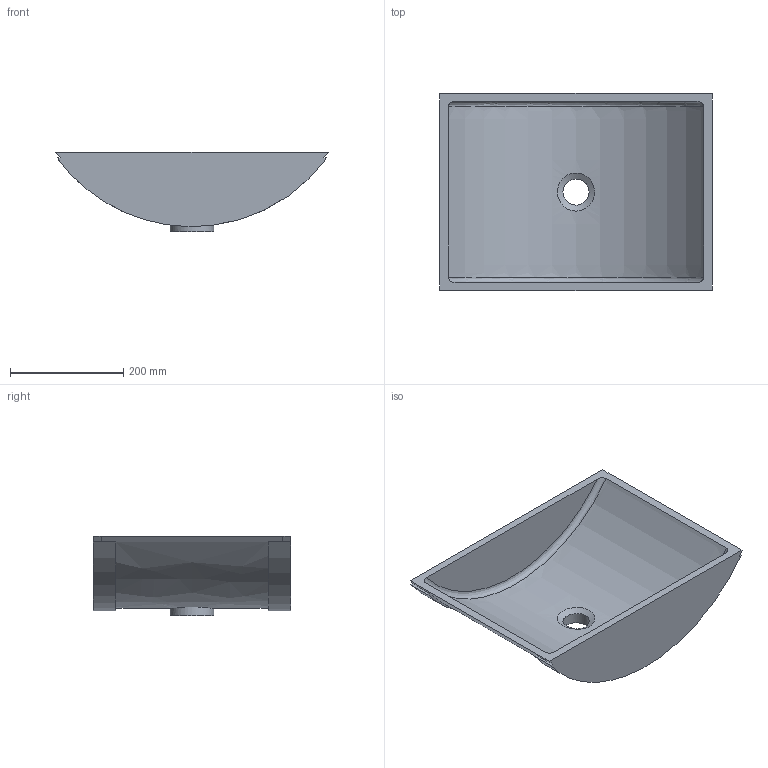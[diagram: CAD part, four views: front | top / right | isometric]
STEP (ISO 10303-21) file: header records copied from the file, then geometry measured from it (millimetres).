
FILE_DESCRIPTION(/* description */ (''),/* implementation_level */ '2;1');
FILE_NAME(/* name */ '7410',/* time_stamp */ '2018-11-23T19:39:27+08:00',/* author */ (''),/* organization */ (''),/* preprocessor_version */ 'ST-DEVELOPER v9',/* originating_system */ 'UGS - NX 4.0',/* authorisation */ '');
FILE_SCHEMA (('CONFIG_CONTROL_DESIGN'));
Length unit declared in the file: millimetre
Products named in the file (1): Admi3E0722m6
Bounding box: 479.56 x 348 x 140 mm (x, y, z)
Volume: 3503203.8 mm3; surface area: 554810 mm2
Topology: 1 solids, 1 shells, 28 faces, 69 edges, 45 vertices
Faces by surface type: plane 15, bspline 10, cylinder 2, extrusion 1
Full cylindrical faces by diameter (mm): 46 x1, 77 x1
Entity records: 7022 total; most frequent: CARTESIAN_POINT 6393, ORIENTED_EDGE 130, EDGE_CURVE 65, DIRECTION 65, VERTEX_POINT 44, B_SPLINE_CURVE_WITH_KNOTS 40, EDGE_LOOP 35, ADVANCED_FACE 28
